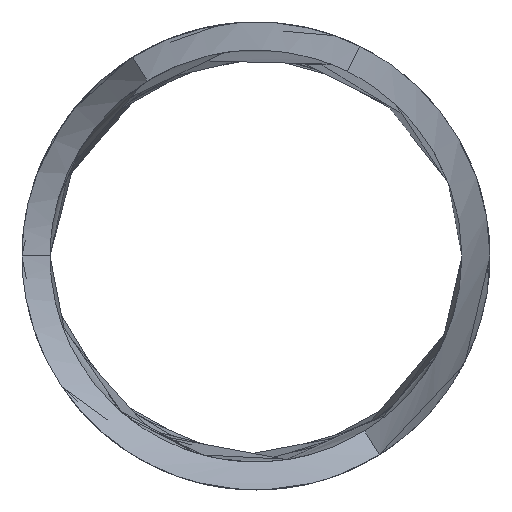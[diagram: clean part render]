
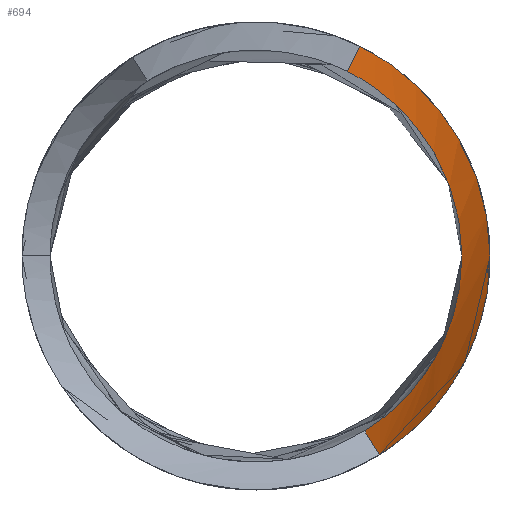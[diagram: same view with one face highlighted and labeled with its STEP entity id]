
A CAD part, left-side view. The second image highlights one B-rep face of the part: STEP entity #694.
In plain terms, the highlighted cylindrical face has radius 15 mm (diameter 30 mm), a partial arc.
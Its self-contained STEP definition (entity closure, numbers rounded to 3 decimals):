
#313=CARTESIAN_POINT('Vertex',(-749.407,-186.593,-10.62)) ;
#317=CARTESIAN_POINT('Control Point',(-748.267,-185.802,-9.345)) ;
#318=CARTESIAN_POINT('Control Point',(-748.619,-186.076,-9.787)) ;
#319=CARTESIAN_POINT('Control Point',(-748.999,-186.341,-10.213)) ;
#320=CARTESIAN_POINT('Control Point',(-749.407,-186.593,-10.62)) ;
#321=CARTESIAN_POINT('Vertex',(-748.267,-185.802,-9.345)) ;
#422=CARTESIAN_POINT('Control Point',(-750.025,-192.5,0.)) ;
#423=CARTESIAN_POINT('Control Point',(-750.242,-192.5,-0.434)) ;
#424=CARTESIAN_POINT('Control Point',(-750.452,-192.481,-0.874)) ;
#425=CARTESIAN_POINT('Control Point',(-750.654,-192.443,-1.318)) ;
#426=CARTESIAN_POINT('Control Point',(-751.173,-192.279,-2.556)) ;
#427=CARTESIAN_POINT('Control Point',(-751.558,-191.945,-3.826)) ;
#428=CARTESIAN_POINT('Control Point',(-751.72,-191.655,-4.648)) ;
#429=CARTESIAN_POINT('Control Point',(-751.772,-191.085,-5.878)) ;
#430=CARTESIAN_POINT('Control Point',(-751.557,-190.365,-7.009)) ;
#431=CARTESIAN_POINT('Control Point',(-751.454,-190.101,-7.384)) ;
#432=CARTESIAN_POINT('Control Point',(-751.094,-189.322,-8.39)) ;
#433=CARTESIAN_POINT('Control Point',(-750.575,-188.451,-9.261)) ;
#434=CARTESIAN_POINT('Control Point',(-750.203,-187.86,-9.765)) ;
#435=CARTESIAN_POINT('Control Point',(-749.809,-187.24,-10.218)) ;
#436=CARTESIAN_POINT('Control Point',(-749.407,-186.593,-10.62)) ;
#437=CARTESIAN_POINT('Vertex',(-750.025,-192.5,0.)) ;
#506=CARTESIAN_POINT('Vertex',(-745.,-185.545,11.203)) ;
#510=CARTESIAN_POINT('Control Point',(-750.025,-192.5,0.)) ;
#511=CARTESIAN_POINT('Control Point',(-749.323,-192.5,1.409)) ;
#512=CARTESIAN_POINT('Control Point',(-748.54,-192.302,2.803)) ;
#513=CARTESIAN_POINT('Control Point',(-747.765,-191.914,4.179)) ;
#514=CARTESIAN_POINT('Control Point',(-746.435,-190.814,6.65)) ;
#515=CARTESIAN_POINT('Control Point',(-745.482,-188.957,8.868)) ;
#516=CARTESIAN_POINT('Control Point',(-745.162,-187.95,9.796)) ;
#517=CARTESIAN_POINT('Control Point',(-745.,-186.793,10.585)) ;
#518=CARTESIAN_POINT('Control Point',(-745.,-185.545,11.203)) ;
#577=CARTESIAN_POINT('Vertex',(-748.695,-191.,0.)) ;
#581=CARTESIAN_POINT('Control Point',(-748.695,-191.,0.)) ;
#582=CARTESIAN_POINT('Control Point',(-748.196,-191.,1.289)) ;
#583=CARTESIAN_POINT('Control Point',(-747.617,-190.811,2.571)) ;
#584=CARTESIAN_POINT('Control Point',(-747.027,-190.44,3.825)) ;
#585=CARTESIAN_POINT('Control Point',(-746.038,-189.423,6.004)) ;
#586=CARTESIAN_POINT('Control Point',(-745.34,-187.762,7.915)) ;
#587=CARTESIAN_POINT('Control Point',(-745.114,-186.901,8.685)) ;
#588=CARTESIAN_POINT('Control Point',(-745.,-185.927,9.34)) ;
#589=CARTESIAN_POINT('Control Point',(-745.,-184.879,9.859)) ;
#590=CARTESIAN_POINT('Vertex',(-745.,-184.879,9.859)) ;
#647=CARTESIAN_POINT('Control Point',(-748.695,-191.,0.)) ;
#648=CARTESIAN_POINT('Control Point',(-749.042,-191.,-0.898)) ;
#649=CARTESIAN_POINT('Control Point',(-749.357,-190.908,-1.817)) ;
#650=CARTESIAN_POINT('Control Point',(-749.616,-190.717,-2.755)) ;
#651=CARTESIAN_POINT('Control Point',(-749.828,-190.283,-4.078)) ;
#652=CARTESIAN_POINT('Control Point',(-749.802,-189.636,-5.329)) ;
#653=CARTESIAN_POINT('Control Point',(-749.774,-189.432,-5.682)) ;
#654=CARTESIAN_POINT('Control Point',(-749.618,-188.722,-6.789)) ;
#655=CARTESIAN_POINT('Control Point',(-749.274,-187.865,-7.768)) ;
#656=CARTESIAN_POINT('Control Point',(-748.969,-187.22,-8.367)) ;
#657=CARTESIAN_POINT('Control Point',(-748.627,-186.53,-8.893)) ;
#658=CARTESIAN_POINT('Control Point',(-748.267,-185.802,-9.345)) ;
#669=CARTESIAN_POINT('Axis2P3D Location',(-760.,-208.092,56.758)) ;
#674=CARTESIAN_POINT('Line Origine',(-745.,-208.092,56.758)) ;
#670=DIRECTION('Axis2P3D Direction',(0.,0.444,-0.896)) ;
#671=DIRECTION('Axis2P3D XDirection',(-1.,0.,0.)) ;
#675=DIRECTION('Vector Direction',(0.,0.444,-0.896)) ;
#672=AXIS2_PLACEMENT_3D('Cylinder Axis2P3D',#669,#670,#671) ;
#687=ORIENTED_EDGE('',*,*,#678,.T.) ;
#688=ORIENTED_EDGE('',*,*,#592,.F.) ;
#689=ORIENTED_EDGE('',*,*,#659,.T.) ;
#690=ORIENTED_EDGE('',*,*,#323,.T.) ;
#691=ORIENTED_EDGE('',*,*,#439,.F.) ;
#692=ORIENTED_EDGE('',*,*,#519,.T.) ;
#676=VECTOR('Line Direction',#675,1.) ;
#694=ADVANCED_FACE('Corps principal',(#693),#673,.F.) ;
#316=B_SPLINE_CURVE_WITH_KNOTS('',3,(#317,#318,#319,#320),.UNSPECIFIED.,.F.,.U.,(4,4),(16.466,19.131),.UNSPECIFIED.) ;
#421=B_SPLINE_CURVE_WITH_KNOTS('',5,(#422,#423,#424,#425,#426,#427,#428,#429,#430,#431,#432,#433,#434,#435,#436),.UNSPECIFIED.,.F.,.U.,(6,3,3,3,6),(0.,3.588,9.889,13.205,19.219),.UNSPECIFIED.) ;
#509=B_SPLINE_CURVE_WITH_KNOTS('',5,(#510,#511,#512,#513,#514,#515,#516,#517,#518),.UNSPECIFIED.,.F.,.U.,(6,3,6),(0.,11.637,21.294),.UNSPECIFIED.) ;
#580=B_SPLINE_CURVE_WITH_KNOTS('',5,(#581,#582,#583,#584,#585,#586,#587,#588,#589),.UNSPECIFIED.,.F.,.U.,(6,3,6),(0.,10.254,18.355),.UNSPECIFIED.) ;
#646=B_SPLINE_CURVE_WITH_KNOTS('',5,(#647,#648,#649,#650,#651,#652,#653,#654,#655,#656,#657,#658),.UNSPECIFIED.,.F.,.U.,(6,3,3,6),(0.,7.145,10.051,16.533),.UNSPECIFIED.) ;
#673=CYLINDRICAL_SURFACE('generated cylinder',#672,15.) ;
#323=EDGE_CURVE('',#322,#314,#316,.T.) ;
#439=EDGE_CURVE('',#438,#314,#421,.T.) ;
#519=EDGE_CURVE('',#438,#507,#509,.T.) ;
#592=EDGE_CURVE('',#578,#591,#580,.T.) ;
#659=EDGE_CURVE('',#578,#322,#646,.T.) ;
#678=EDGE_CURVE('',#507,#591,#677,.T.) ;
#686=EDGE_LOOP('',(#687,#688,#689,#690,#691,#692)) ;
#693=FACE_OUTER_BOUND('',#686,.T.) ;
#677=LINE('Line',#674,#676) ;
#314=VERTEX_POINT('',#313) ;
#322=VERTEX_POINT('',#321) ;
#438=VERTEX_POINT('',#437) ;
#507=VERTEX_POINT('',#506) ;
#578=VERTEX_POINT('',#577) ;
#591=VERTEX_POINT('',#590) ;
